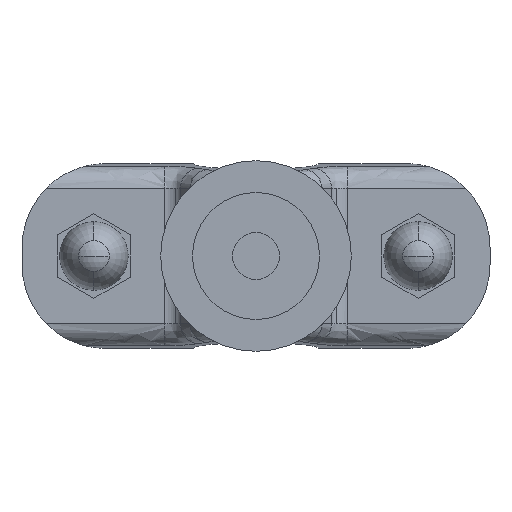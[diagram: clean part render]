
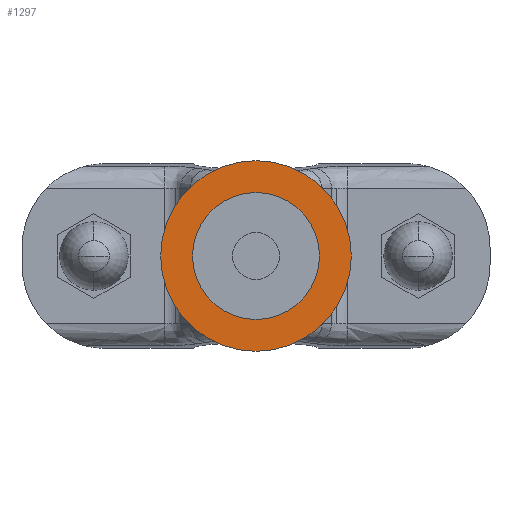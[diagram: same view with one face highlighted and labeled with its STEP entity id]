
A CAD part, front view. The second image highlights one B-rep face of the part: STEP entity #1297.
In plain terms, the highlighted planar face has unit normal (0, -1, 0).
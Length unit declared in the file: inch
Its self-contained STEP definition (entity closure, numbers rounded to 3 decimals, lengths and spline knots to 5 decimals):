
#163 = CIRCLE ( 'NONE', #3703, 0.57 ) ;
#330 = DIRECTION ( 'NONE',  ( -1., 0., 0. ) ) ;
#343 = CARTESIAN_POINT ( 'NONE',  ( 0., -1.6943, 0. ) ) ;
#489 = EDGE_LOOP ( 'NONE', ( #3427, #3994 ) ) ;
#518 = AXIS2_PLACEMENT_3D ( 'NONE', #1380, #1750, #2471 ) ;
#603 = CARTESIAN_POINT ( 'NONE',  ( 0.38, -1.6943, 0. ) ) ;
#869 = CIRCLE ( 'NONE', #518, 0.38 ) ;
#875 = FACE_BOUND ( 'NONE', #489, .T. ) ;
#905 = EDGE_LOOP ( 'NONE', ( #4634, #2063 ) ) ;
#993 = EDGE_CURVE ( 'NONE', #3689, #4449, #163, .T. ) ;
#1057 = CARTESIAN_POINT ( 'NONE',  ( 0., -1.6943, 0. ) ) ;
#1073 = DIRECTION ( 'NONE',  ( 0., 1., 0. ) ) ;
#1085 = EDGE_CURVE ( 'NONE', #1278, #1585, #2220, .T. ) ;
#1117 = CARTESIAN_POINT ( 'NONE',  ( 0.57, -1.6943, 0. ) ) ;
#1172 = DIRECTION ( 'NONE',  ( -1., 0., 0. ) ) ;
#1223 = AXIS2_PLACEMENT_3D ( 'NONE', #343, #1441, #330 ) ;
#1278 = VERTEX_POINT ( 'NONE', #603 ) ;
#1297 = ADVANCED_FACE ( 'NONE', ( #875, #3332 ), #4431, .T. ) ;
#1380 = CARTESIAN_POINT ( 'NONE',  ( 0., -1.6943, 0. ) ) ;
#1441 = DIRECTION ( 'NONE',  ( 0., 1., 0. ) ) ;
#1585 = VERTEX_POINT ( 'NONE', #4648 ) ;
#1750 = DIRECTION ( 'NONE',  ( 0., 1., 0. ) ) ;
#1807 = CARTESIAN_POINT ( 'NONE',  ( 0., -1.6943, 0. ) ) ;
#1931 = AXIS2_PLACEMENT_3D ( 'NONE', #4039, #4838, #4022 ) ;
#1944 = EDGE_CURVE ( 'NONE', #1585, #1278, #869, .T. ) ;
#2063 = ORIENTED_EDGE ( 'NONE', *, *, #3932, .F. ) ;
#2220 = CIRCLE ( 'NONE', #4102, 0.38 ) ;
#2471 = DIRECTION ( 'NONE',  ( -1., 0., 0. ) ) ;
#2607 = CIRCLE ( 'NONE', #1223, 0.57 ) ;
#2751 = CARTESIAN_POINT ( 'NONE',  ( -0.57, -1.6943, 0. ) ) ;
#3332 = FACE_OUTER_BOUND ( 'NONE', #905, .T. ) ;
#3427 = ORIENTED_EDGE ( 'NONE', *, *, #1944, .T. ) ;
#3689 = VERTEX_POINT ( 'NONE', #2751 ) ;
#3703 = AXIS2_PLACEMENT_3D ( 'NONE', #1807, #1073, #4409 ) ;
#3932 = EDGE_CURVE ( 'NONE', #4449, #3689, #2607, .T. ) ;
#3994 = ORIENTED_EDGE ( 'NONE', *, *, #1085, .T. ) ;
#4022 = DIRECTION ( 'NONE',  ( 1., 0., 0. ) ) ;
#4039 = CARTESIAN_POINT ( 'NONE',  ( -0.38, -1.6943, 0. ) ) ;
#4044 = DIRECTION ( 'NONE',  ( 0., 1., 0. ) ) ;
#4102 = AXIS2_PLACEMENT_3D ( 'NONE', #1057, #4044, #1172 ) ;
#4409 = DIRECTION ( 'NONE',  ( -1., 0., 0. ) ) ;
#4431 = PLANE ( 'NONE',  #1931 ) ;
#4449 = VERTEX_POINT ( 'NONE', #1117 ) ;
#4634 = ORIENTED_EDGE ( 'NONE', *, *, #993, .F. ) ;
#4648 = CARTESIAN_POINT ( 'NONE',  ( -0.38, -1.6943, 0. ) ) ;
#4838 = DIRECTION ( 'NONE',  ( 0., -1., 0. ) ) ;
